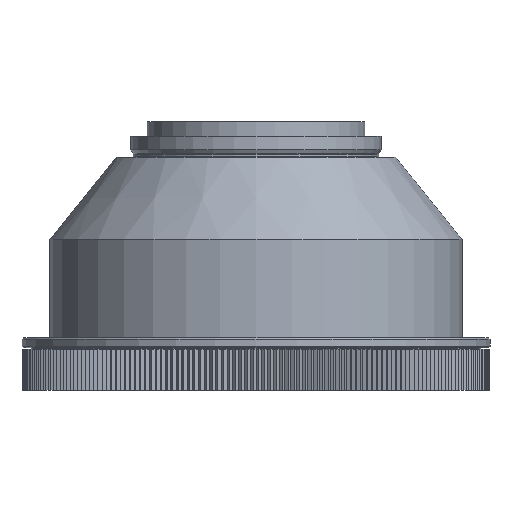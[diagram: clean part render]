
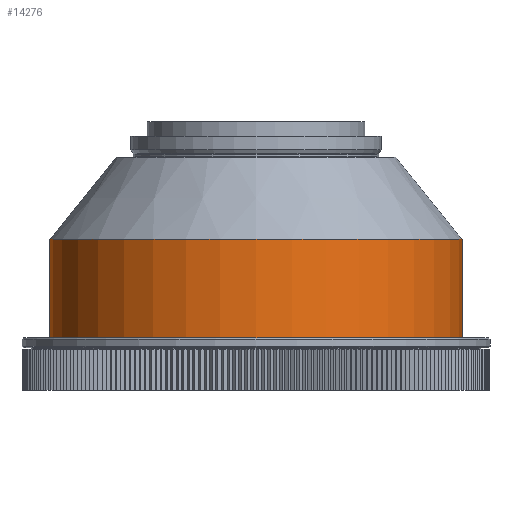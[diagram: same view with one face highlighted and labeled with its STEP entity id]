
A CAD part, front view. The second image highlights one B-rep face of the part: STEP entity #14276.
In plain terms, the highlighted cylindrical face has radius 70 mm (diameter 140 mm), a partial arc.
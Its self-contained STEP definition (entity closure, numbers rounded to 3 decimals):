
#256 = AXIS2_PLACEMENT_3D ( 'NONE', #18582, #24644, #2050 ) ;
#323 = CARTESIAN_POINT ( 'NONE',  ( -70., 0., -69.001 ) ) ;
#570 = CARTESIAN_POINT ( 'NONE',  ( 70., 0., -69.001 ) ) ;
#1132 = AXIS2_PLACEMENT_3D ( 'NONE', #14730, #6713, #8728 ) ;
#2050 = DIRECTION ( 'NONE',  ( 1., 0., 0. ) ) ;
#2629 = EDGE_CURVE ( 'NONE', #16881, #10460, #17980, .T. ) ;
#3794 = LINE ( 'NONE', #16063, #13642 ) ;
#3828 = DIRECTION ( 'NONE',  ( 1., 0., 0. ) ) ;
#5036 = CARTESIAN_POINT ( 'NONE',  ( -70., 0., 0. ) ) ;
#6713 = DIRECTION ( 'NONE',  ( 0., 0., 1. ) ) ;
#7821 = ORIENTED_EDGE ( 'NONE', *, *, #2629, .F. ) ;
#8112 = EDGE_CURVE ( 'Defeature ausgef�hrt1_10+Defeature ausgef�hrt1_9+Defeature ausgef�hrt1_9+Defeature ausgef�hrt1_9', #16881, #19892, #23654, .T. ) ;
#8728 = DIRECTION ( 'NONE',  ( 1., 0., 0. ) ) ;
#9601 = EDGE_CURVE ( 'NONE', #19892, #25082, #3794, .T. ) ;
#9782 = ORIENTED_EDGE ( 'NONE', *, *, #9601, .T. ) ;
#10460 = VERTEX_POINT ( 'NONE', #18910 ) ;
#11333 = EDGE_CURVE ( 'Defeature ausgef�hrt1_2+Defeature ausgef�hrt1_10+Defeature ausgef�hrt1_10+Defeature ausgef�hrt1_10', #10460, #25082, #26337, .T. ) ;
#11681 = ORIENTED_EDGE ( 'NONE', *, *, #11333, .F. ) ;
#13279 = DIRECTION ( 'NONE',  ( 0., 0., 1. ) ) ;
#13642 = VECTOR ( 'NONE', #26166, 1000. ) ;
#14276 = ADVANCED_FACE ( 'Defeature ausgef�hrt1_10', ( #25197 ), #17186, .T. ) ;
#14410 = EDGE_LOOP ( 'NONE', ( #7821, #25759, #9782, #11681 ) ) ;
#14730 = CARTESIAN_POINT ( 'NONE',  ( 0., 0., 0. ) ) ;
#16063 = CARTESIAN_POINT ( 'NONE',  ( 70., 0., 0. ) ) ;
#16881 = VERTEX_POINT ( 'NONE', #323 ) ;
#17186 = CYLINDRICAL_SURFACE ( 'NONE', #1132, 70. ) ;
#17980 = LINE ( 'NONE', #5036, #22776 ) ;
#18582 = CARTESIAN_POINT ( 'NONE',  ( 0., 0., -35.501 ) ) ;
#18910 = CARTESIAN_POINT ( 'NONE',  ( -70., 0., -35.501 ) ) ;
#19757 = CARTESIAN_POINT ( 'NONE',  ( 0., 0., -69.001 ) ) ;
#19892 = VERTEX_POINT ( 'NONE', #570 ) ;
#22776 = VECTOR ( 'NONE', #13279, 1000. ) ;
#23654 = CIRCLE ( 'NONE', #25968, 70. ) ;
#23780 = DIRECTION ( 'NONE',  ( 0., 0., 1. ) ) ;
#24644 = DIRECTION ( 'NONE',  ( 0., 0., 1. ) ) ;
#25082 = VERTEX_POINT ( 'NONE', #26193 ) ;
#25197 = FACE_OUTER_BOUND ( 'NONE', #14410, .T. ) ;
#25759 = ORIENTED_EDGE ( 'NONE', *, *, #8112, .T. ) ;
#25968 = AXIS2_PLACEMENT_3D ( 'NONE', #19757, #23780, #3828 ) ;
#26166 = DIRECTION ( 'NONE',  ( 0., 0., 1. ) ) ;
#26193 = CARTESIAN_POINT ( 'NONE',  ( 70., 0., -35.501 ) ) ;
#26337 = CIRCLE ( 'NONE', #256, 70. ) ;
